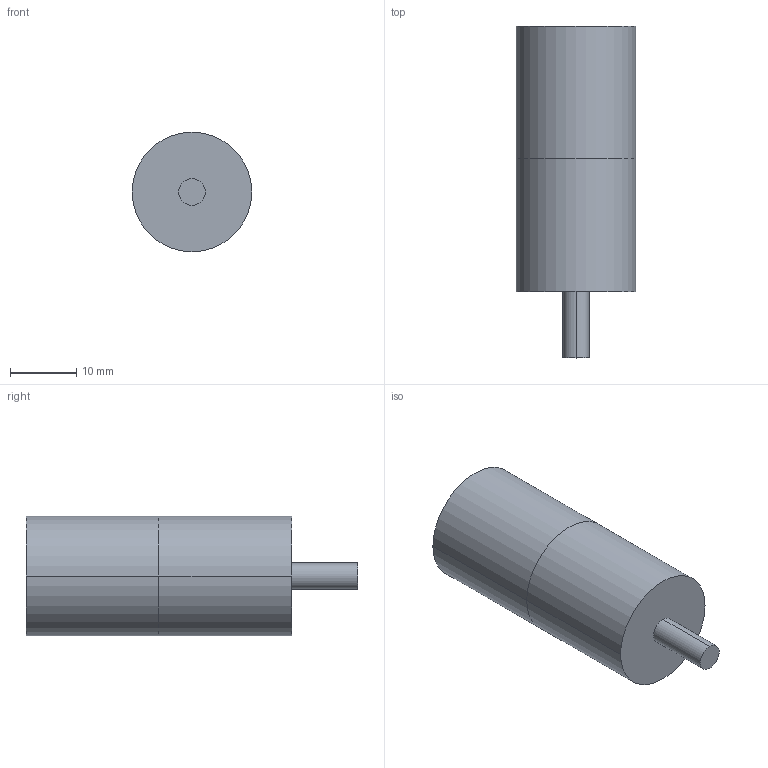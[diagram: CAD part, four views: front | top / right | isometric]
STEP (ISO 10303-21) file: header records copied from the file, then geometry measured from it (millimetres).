
FILE_DESCRIPTION((''),'2;1');
FILE_NAME('NJ8-18GM-N','2010-11-24T',('Ingenieurbuero Eiseler'),('Pepperl+Fuchs'),'PRO/ENGINEER BY PARAMETRIC TECHNOLOGY CORPORATION, 2007250','PRO/ENGINEER BY PARAMETRIC TECHNOLOGY CORPORATION, 2007250','');
FILE_SCHEMA(('CONFIG_CONTROL_DESIGN'));
Length unit declared in the file: millimetre
Products named in the file (1): NJ8-18GM-N
Bounding box: 18 x 50 x 18 mm (x, y, z)
Volume: 10304.4 mm3; surface area: 2896.5 mm2
Topology: 1 solids, 1 shells, 9 faces, 71 edges, 70 vertices
Faces by surface type: cylinder 6, plane 3
Entity records: 963 total; most frequent: DIRECTION 119, CARTESIAN_POINT 91, PRESENTATION_STYLE_ASSIGNMENT 90, STYLED_ITEM 87, CURVE_STYLE 79, TRIMMED_CURVE 55, COMPOSITE_CURVE_SEGMENT 50, VECTOR 43
